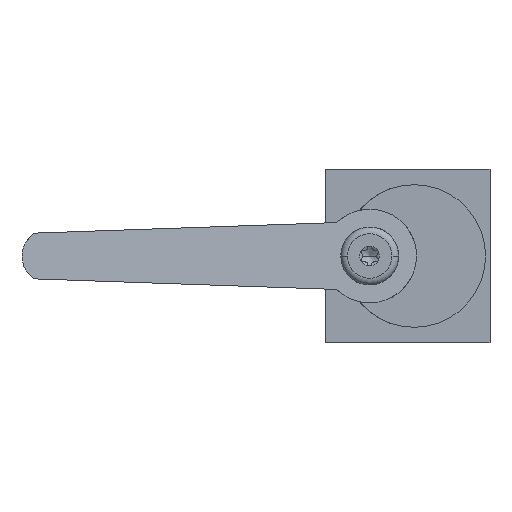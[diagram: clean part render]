
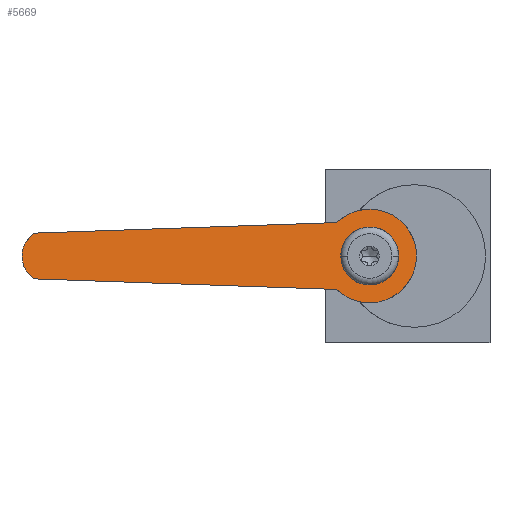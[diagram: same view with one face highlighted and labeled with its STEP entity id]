
A CAD part, left-side view. The second image highlights one B-rep face of the part: STEP entity #5669.
In plain terms, the highlighted planar face has unit normal (-0.966, -0.259, 0).
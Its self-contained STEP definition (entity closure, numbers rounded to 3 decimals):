
#809=CARTESIAN_POINT('',(-53.725,102.107,-24.634));
#810=CARTESIAN_POINT('',(-53.82,102.461,-24.42));
#811=CARTESIAN_POINT('',(-53.968,103.016,-23.992));
#812=CARTESIAN_POINT('',(-54.187,103.831,-23.136));
#813=CARTESIAN_POINT('',(-54.362,104.484,-22.067));
#814=CARTESIAN_POINT('',(-54.476,104.911,-20.783));
#815=CARTESIAN_POINT('',(-54.512,105.046,-19.5));
#816=CARTESIAN_POINT('',(-54.476,104.911,-18.217));
#817=CARTESIAN_POINT('',(-54.362,104.484,-16.933));
#818=CARTESIAN_POINT('',(-54.187,103.831,-15.864));
#819=CARTESIAN_POINT('',(-53.968,103.016,-15.008));
#820=CARTESIAN_POINT('',(-53.82,102.461,-14.58));
#821=CARTESIAN_POINT('',(-53.725,102.107,-14.366));
#823=DIRECTION('',(0.259,-0.965,0.034));
#824=VECTOR('',#823,70.189);
#825=CARTESIAN_POINT('',(-53.725,102.107,-14.366));
#826=LINE('',#825,#824);
#827=CARTESIAN_POINT('',(-35.569,34.348,-12.));
#828=CARTESIAN_POINT('',(-35.47,33.98,-11.639));
#829=CARTESIAN_POINT('',(-35.291,33.312,-11.082));
#830=CARTESIAN_POINT('',(-34.968,32.104,-10.28));
#831=CARTESIAN_POINT('',(-34.605,30.749,-9.647));
#832=CARTESIAN_POINT('',(-34.205,29.257,-9.21));
#833=CARTESIAN_POINT('',(-33.706,27.397,-8.939));
#834=CARTESIAN_POINT('',(-33.133,25.259,-9.048));
#835=CARTESIAN_POINT('',(-32.507,22.919,-9.726));
#836=CARTESIAN_POINT('',(-31.937,20.792,-10.913));
#837=CARTESIAN_POINT('',(-31.512,19.209,-12.358));
#838=CARTESIAN_POINT('',(-31.213,18.093,-13.875));
#839=CARTESIAN_POINT('',(-31.015,17.353,-15.248));
#840=CARTESIAN_POINT('',(-30.88,16.849,-16.663));
#841=CARTESIAN_POINT('',(-30.806,16.572,-18.098));
#842=CARTESIAN_POINT('',(-30.786,16.5,-18.975));
#843=CARTESIAN_POINT('',(-30.786,16.5,-19.5));
#845=CARTESIAN_POINT('',(-30.786,16.5,-19.5));
#846=CARTESIAN_POINT('',(-30.786,16.5,-20.025));
#847=CARTESIAN_POINT('',(-30.806,16.572,-20.902));
#848=CARTESIAN_POINT('',(-30.88,16.849,-22.337));
#849=CARTESIAN_POINT('',(-31.015,17.353,-23.752));
#850=CARTESIAN_POINT('',(-31.213,18.093,-25.125));
#851=CARTESIAN_POINT('',(-31.512,19.209,-26.642));
#852=CARTESIAN_POINT('',(-31.937,20.792,-28.087));
#853=CARTESIAN_POINT('',(-32.507,22.919,-29.274));
#854=CARTESIAN_POINT('',(-33.133,25.259,-29.952));
#855=CARTESIAN_POINT('',(-33.706,27.397,-30.061));
#856=CARTESIAN_POINT('',(-34.205,29.257,-29.79));
#857=CARTESIAN_POINT('',(-34.605,30.749,-29.353));
#858=CARTESIAN_POINT('',(-34.968,32.104,-28.72));
#859=CARTESIAN_POINT('',(-35.291,33.312,-27.918));
#860=CARTESIAN_POINT('',(-35.47,33.98,-27.361));
#861=CARTESIAN_POINT('',(-35.569,34.348,-27.));
#863=CARTESIAN_POINT('',(-35.,32.225,-23.366));
#864=CARTESIAN_POINT('',(-34.918,31.919,-23.78));
#865=CARTESIAN_POINT('',(-34.713,31.155,-24.609));
#866=CARTESIAN_POINT('',(-34.26,29.465,-25.636));
#867=CARTESIAN_POINT('',(-33.677,27.286,-26.13));
#868=CARTESIAN_POINT('',(-33.042,24.919,-25.812));
#869=CARTESIAN_POINT('',(-32.481,22.826,-24.66));
#870=CARTESIAN_POINT('',(-32.091,21.369,-22.966));
#871=CARTESIAN_POINT('',(-31.924,20.746,-21.442));
#872=CARTESIAN_POINT('',(-31.866,20.531,-20.291));
#873=CARTESIAN_POINT('',(-31.854,20.485,-19.5));
#874=CARTESIAN_POINT('',(-31.866,20.531,-18.709));
#875=CARTESIAN_POINT('',(-31.924,20.746,-17.558));
#876=CARTESIAN_POINT('',(-32.091,21.369,-16.034));
#877=CARTESIAN_POINT('',(-32.481,22.826,-14.34));
#878=CARTESIAN_POINT('',(-33.042,24.919,-13.188));
#879=CARTESIAN_POINT('',(-33.677,27.286,-12.87));
#880=CARTESIAN_POINT('',(-34.26,29.465,-13.364));
#881=CARTESIAN_POINT('',(-34.713,31.155,-14.391));
#882=CARTESIAN_POINT('',(-34.918,31.919,-15.22));
#883=CARTESIAN_POINT('',(-35.,32.225,-15.634));
#885=CARTESIAN_POINT('',(-35.,32.225,-15.634));
#886=CARTESIAN_POINT('',(-35.07,32.485,-15.985));
#887=CARTESIAN_POINT('',(-35.188,32.927,-16.739));
#888=CARTESIAN_POINT('',(-35.305,33.364,-18.081));
#889=CARTESIAN_POINT('',(-35.332,33.463,-19.015));
#890=CARTESIAN_POINT('',(-35.332,33.463,-19.5));
#892=CARTESIAN_POINT('',(-35.332,33.463,-19.5));
#893=CARTESIAN_POINT('',(-35.332,33.463,-19.986));
#894=CARTESIAN_POINT('',(-35.305,33.364,-20.92));
#895=CARTESIAN_POINT('',(-35.188,32.926,-22.261));
#896=CARTESIAN_POINT('',(-35.07,32.485,-23.015));
#897=CARTESIAN_POINT('',(-35.,32.225,-23.366));
#899=DIRECTION('',(0.259,-0.965,-0.034));
#900=VECTOR('',#899,70.189);
#901=CARTESIAN_POINT('',(-53.725,102.107,-24.634));
#902=LINE('',#901,#900);
#3758=CARTESIAN_POINT('',(-53.725,102.107,
-24.634));
#3759=CARTESIAN_POINT('',(-35.569,34.348,-27.));
#3760=VERTEX_POINT('',#3758);
#3761=VERTEX_POINT('',#3759);
#3768=VERTEX_POINT('',#845);
#3769=VERTEX_POINT('',#827);
#3770=CARTESIAN_POINT('',(-53.725,102.107,
-14.366));
#3771=VERTEX_POINT('',#3770);
#3772=VERTEX_POINT('',#863);
#3773=VERTEX_POINT('',#883);
#3774=VERTEX_POINT('',#892);
#5645=CARTESIAN_POINT('',(-42.645,60.756,
-19.5));
#5646=DIRECTION('',(0.966,0.259,0.));
#5647=DIRECTION('',(-0.259,0.966,0.));
#5648=AXIS2_PLACEMENT_3D('',#5645,#5646,#5647);
#5649=PLANE('',#5648);
#5651=ORIENTED_EDGE('',*,*,#5650,.F.);
#5653=ORIENTED_EDGE('',*,*,#5652,.T.);
#5655=ORIENTED_EDGE('',*,*,#5654,.T.);
#5657=ORIENTED_EDGE('',*,*,#5656,.T.);
#5658=ORIENTED_EDGE('',*,*,#5631,.T.);
#5659=EDGE_LOOP('',(#5651,#5653,#5655,#5657,#5658));
#5660=FACE_OUTER_BOUND('',#5659,.F.);
#5662=ORIENTED_EDGE('',*,*,#5661,.T.);
#5664=ORIENTED_EDGE('',*,*,#5663,.T.);
#5666=ORIENTED_EDGE('',*,*,#5665,.T.);
#5667=EDGE_LOOP('',(#5662,#5664,#5666));
#5668=FACE_BOUND('',#5667,.F.);
#5669=ADVANCED_FACE('',(#5660,#5668),#5649,.F.);
#822=B_SPLINE_CURVE_WITH_KNOTS('',3,(#809,#810,#811,#812,#813,#814,#815,#816,
#817,#818,#819,#820,#821),.UNSPECIFIED.,.F.,.F.,(4,1,1,1,1,1,1,1,1,1,4),(0.,
0.063,0.125,0.25,0.375,0.5,0.625,0.75,0.875,0.938,1.),
.UNSPECIFIED.);
#844=B_SPLINE_CURVE_WITH_KNOTS('',3,(#827,#828,#829,#830,#831,#832,#833,#834,
#835,#836,#837,#838,#839,#840,#841,#842,#843),.UNSPECIFIED.,.F.,.F.,(4,1,1,1,1,
1,1,1,1,1,1,1,1,1,4),(0.,0.031,0.063,0.125,0.188,0.25,0.375,
0.5,0.625,0.75,0.813,0.875,0.938,0.969,1.),.UNSPECIFIED.);
#862=B_SPLINE_CURVE_WITH_KNOTS('',3,(#845,#846,#847,#848,#849,#850,#851,#852,
#853,#854,#855,#856,#857,#858,#859,#860,#861),.UNSPECIFIED.,.F.,.F.,(4,1,1,1,1,
1,1,1,1,1,1,1,1,1,4),(0.,0.031,0.063,0.125,0.188,0.25,0.375,
0.5,0.625,0.75,0.813,0.875,0.938,0.969,1.),.UNSPECIFIED.);
#884=B_SPLINE_CURVE_WITH_KNOTS('',3,(#863,#864,#865,#866,#867,#868,#869,#870,
#871,#872,#873,#874,#875,#876,#877,#878,#879,#880,#881,#882,#883),.UNSPECIFIED.,
.F.,.F.,(4,1,1,1,1,1,1,1,1,1,1,1,1,1,1,1,1,1,4),(0.,0.063,0.125,0.188,
0.25,0.313,0.375,0.438,0.469,0.5,0.531,0.563,0.625,
0.688,0.75,0.813,0.875,0.938,1.),.UNSPECIFIED.);
#891=B_SPLINE_CURVE_WITH_KNOTS('',3,(#885,#886,#887,#888,#889,#890),
.UNSPECIFIED.,.F.,.F.,(4,1,1,4),(0.,0.333,0.667,1.),
.UNSPECIFIED.);
#898=B_SPLINE_CURVE_WITH_KNOTS('',3,(#892,#893,#894,#895,#896,#897),
.UNSPECIFIED.,.F.,.F.,(4,1,1,4),(0.,0.333,0.667,1.),
.UNSPECIFIED.);
#5631=EDGE_CURVE('',#3768,#3761,#862,.T.);
#5650=EDGE_CURVE('',#3760,#3761,#902,.T.);
#5652=EDGE_CURVE('',#3760,#3771,#822,.T.);
#5654=EDGE_CURVE('',#3771,#3769,#826,.T.);
#5656=EDGE_CURVE('',#3769,#3768,#844,.T.);
#5661=EDGE_CURVE('',#3772,#3773,#884,.T.);
#5663=EDGE_CURVE('',#3773,#3774,#891,.T.);
#5665=EDGE_CURVE('',#3774,#3772,#898,.T.);
